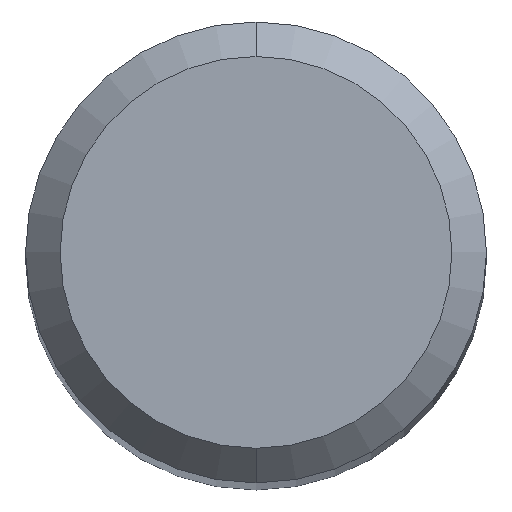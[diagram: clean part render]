
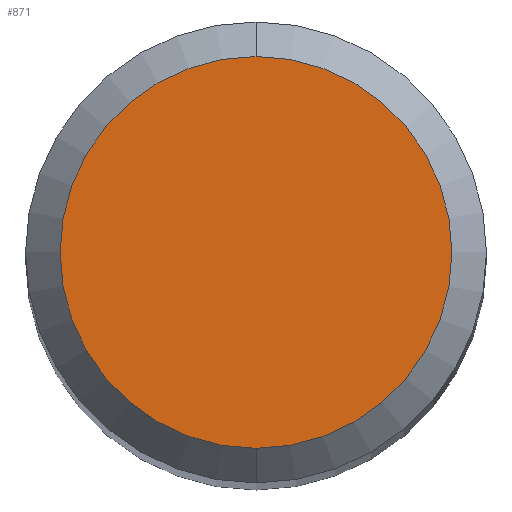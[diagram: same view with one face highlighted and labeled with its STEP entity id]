
A CAD part, top view. The second image highlights one B-rep face of the part: STEP entity #871.
In plain terms, the highlighted planar face has unit normal (0, 0, 1).
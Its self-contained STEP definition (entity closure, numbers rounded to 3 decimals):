
#447=EDGE_CURVE('',#1215,#765,#1275,.T.);
#765=VERTEX_POINT('',#1625);
#871=ADVANCED_FACE('',(#1739),#1740,.T.);
#877=EDGE_CURVE('',#765,#1215,#1746,.T.);
#1215=VERTEX_POINT('',#2112);
#1275=CIRCLE('',#2172,1.7);
#1625=CARTESIAN_POINT('',(0.,-1.7,0.0));
#1739=FACE_OUTER_BOUND('',#4136,.T.);
#1740=PLANE('',#4137);
#1746=CIRCLE('',#4158,1.7);
#2112=CARTESIAN_POINT('',(0.0,1.7,0.0));
#2172=AXIS2_PLACEMENT_3D('',#5930,#5931,#5932);
#4136=EDGE_LOOP('',(#6453,#6454));
#4137=AXIS2_PLACEMENT_3D('',#6455,#6456,#6457);
#4158=AXIS2_PLACEMENT_3D('',#6459,#6460,#6461);
#5930=CARTESIAN_POINT('',(0.0,0.0,0.0));
#5931=DIRECTION('',(0.0,0.0,-1.0));
#5932=DIRECTION('',(0.0,1.0,0.0));
#6453=ORIENTED_EDGE('',*,*,#447,.F.);
#6454=ORIENTED_EDGE('',*,*,#877,.F.);
#6455=CARTESIAN_POINT('',(0.0,0.85,0.0));
#6456=DIRECTION('',(-0.0,0.0,1.0));
#6457=DIRECTION('',(0.0,-1.0,0.0));
#6459=CARTESIAN_POINT('',(0.0,0.0,0.0));
#6460=DIRECTION('',(0.0,0.0,-1.0));
#6461=DIRECTION('',(0.0,1.0,0.0));
